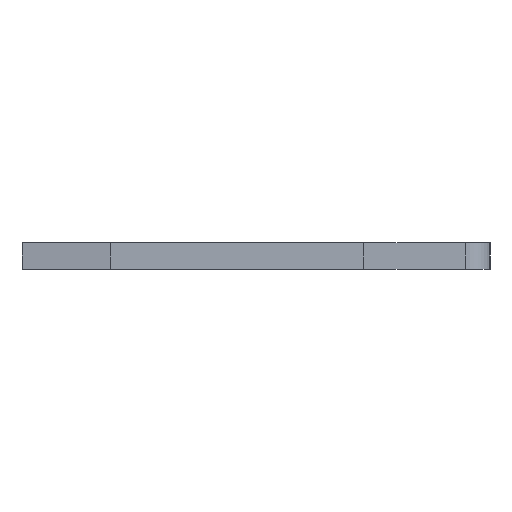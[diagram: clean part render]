
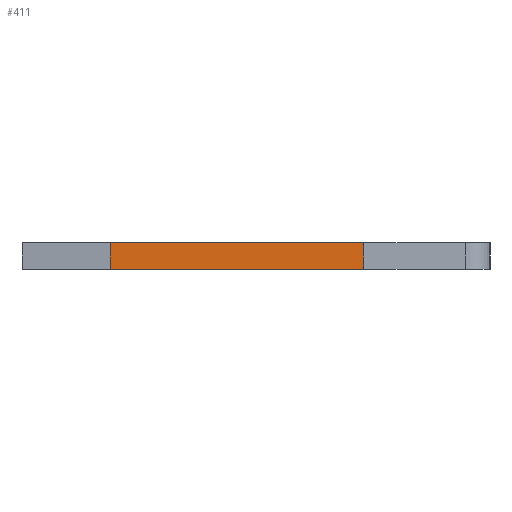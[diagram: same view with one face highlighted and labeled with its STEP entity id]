
A CAD part, left-side view. The second image highlights one B-rep face of the part: STEP entity #411.
In plain terms, the highlighted face is planar.
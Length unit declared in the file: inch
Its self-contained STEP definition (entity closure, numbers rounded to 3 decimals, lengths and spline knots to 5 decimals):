
#27 = CARTESIAN_POINT ( 'NONE',  ( -0.013, 0.146, -0.0575 ) ) ;
#88 = LINE ( 'NONE', #408, #556 ) ;
#215 = VERTEX_POINT ( 'NONE', #384 ) ;
#313 = VECTOR ( 'NONE', #1179, 39.37008 ) ;
#384 = CARTESIAN_POINT ( 'NONE',  ( -0.013, 0.146, -0.0575 ) ) ;
#408 = CARTESIAN_POINT ( 'NONE',  ( 0.013, 0.146, -0.0575 ) ) ;
#411 = ADVANCED_FACE ( 'NONE', ( #666 ), #1645, .F. ) ;
#496 = CARTESIAN_POINT ( 'NONE',  ( 0.013, -0.099, -0.0575 ) ) ;
#553 = DIRECTION ( 'NONE',  ( -1., 0., 0. ) ) ;
#556 = VECTOR ( 'NONE', #553, 39.37008 ) ;
#666 = FACE_OUTER_BOUND ( 'NONE', #922, .T. ) ;
#702 = CARTESIAN_POINT ( 'NONE',  ( -0.013, -0.099, -0.0575 ) ) ;
#729 = EDGE_CURVE ( 'NONE', #1663, #215, #88, .T. ) ;
#759 = VERTEX_POINT ( 'NONE', #702 ) ;
#824 = EDGE_CURVE ( 'NONE', #759, #215, #1409, .T. ) ;
#846 = DIRECTION ( 'NONE',  ( 0., 1., 0. ) ) ;
#917 = CARTESIAN_POINT ( 'NONE',  ( 0.013, 0.146, -0.0575 ) ) ;
#922 = EDGE_LOOP ( 'NONE', ( #1605, #1419, #1393, #1287 ) ) ;
#1049 = LINE ( 'NONE', #917, #313 ) ;
#1080 = CARTESIAN_POINT ( 'NONE',  ( 0.013, 0.146, -0.0575 ) ) ;
#1179 = DIRECTION ( 'NONE',  ( 0., 1., 0. ) ) ;
#1182 = DIRECTION ( 'NONE',  ( -1., 0., 0. ) ) ;
#1202 = CARTESIAN_POINT ( 'NONE',  ( 0.013, 0.146, -0.0575 ) ) ;
#1218 = DIRECTION ( 'NONE',  ( 0., 0., 1. ) ) ;
#1287 = ORIENTED_EDGE ( 'NONE', *, *, #1437, .T. ) ;
#1362 = DIRECTION ( 'NONE',  ( 1., 0., 0. ) ) ;
#1391 = EDGE_CURVE ( 'NONE', #1520, #1663, #1049, .T. ) ;
#1393 = ORIENTED_EDGE ( 'NONE', *, *, #1391, .F. ) ;
#1409 = LINE ( 'NONE', #27, #1752 ) ;
#1419 = ORIENTED_EDGE ( 'NONE', *, *, #729, .F. ) ;
#1437 = EDGE_CURVE ( 'NONE', #1520, #759, #1665, .T. ) ;
#1520 = VERTEX_POINT ( 'NONE', #496 ) ;
#1555 = VECTOR ( 'NONE', #1182, 39.37008 ) ;
#1605 = ORIENTED_EDGE ( 'NONE', *, *, #824, .T. ) ;
#1645 = PLANE ( 'NONE',  #1734 ) ;
#1663 = VERTEX_POINT ( 'NONE', #1080 ) ;
#1665 = LINE ( 'NONE', #1750, #1555 ) ;
#1734 = AXIS2_PLACEMENT_3D ( 'NONE', #1202, #1218, #1362 ) ;
#1750 = CARTESIAN_POINT ( 'NONE',  ( 0.013, -0.099, -0.0575 ) ) ;
#1752 = VECTOR ( 'NONE', #846, 39.37008 ) ;
